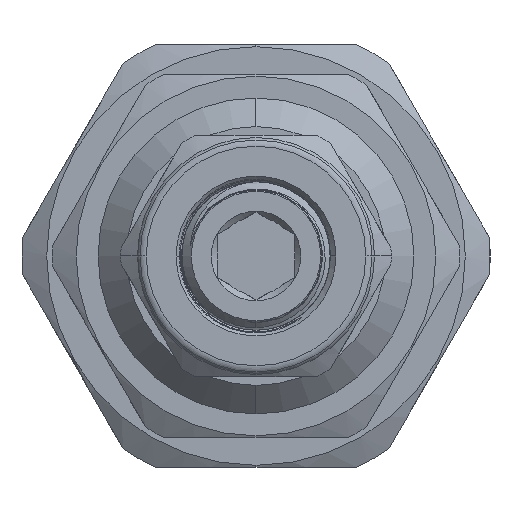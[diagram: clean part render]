
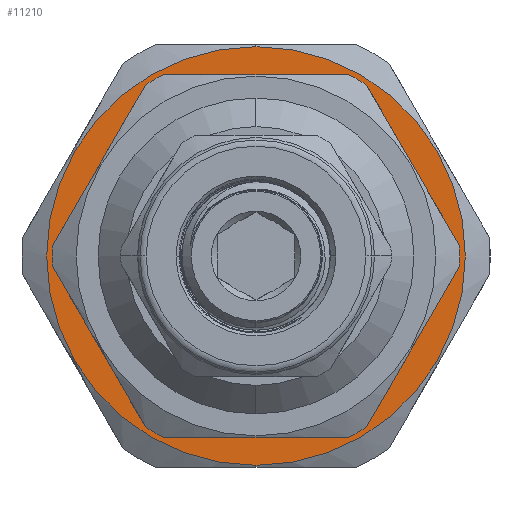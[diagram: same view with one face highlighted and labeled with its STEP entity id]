
A CAD part, left-side view. The second image highlights one B-rep face of the part: STEP entity #11210.
In plain terms, the highlighted planar face has unit normal (-1, 0, 0).
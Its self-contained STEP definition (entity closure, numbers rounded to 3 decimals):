
#288 = ORIENTED_EDGE ( 'NONE', *, *, #12662, .F. ) ;
#305 = EDGE_LOOP ( 'NONE', ( #8869, #288 ) ) ;
#365 = DIRECTION ( 'NONE',  ( 0., 0., 1. ) ) ;
#368 = DIRECTION ( 'NONE',  ( -1., 0., 0. ) ) ;
#861 = CARTESIAN_POINT ( 'NONE',  ( 10.349, 11., -25. ) ) ;
#2140 = EDGE_CURVE ( 'NONE', #13736, #13193, #10925, .T. ) ;
#2352 = CARTESIAN_POINT ( 'NONE',  ( 10.349, 0., 0. ) ) ;
#2773 = ORIENTED_EDGE ( 'NONE', *, *, #14007, .F. ) ;
#3720 = CARTESIAN_POINT ( 'NONE',  ( 10.349, 0., -11. ) ) ;
#4540 = CARTESIAN_POINT ( 'NONE',  ( 10.349, 0., 0. ) ) ;
#4669 = DIRECTION ( 'NONE',  ( -1., 0., 0. ) ) ;
#5417 = CARTESIAN_POINT ( 'NONE',  ( 10.349, 0., 11. ) ) ;
#5991 = DIRECTION ( 'NONE',  ( 0., 0., 1. ) ) ;
#6788 = VERTEX_POINT ( 'NONE', #3720 ) ;
#7400 = PLANE ( 'NONE',  #17969 ) ;
#7542 = CARTESIAN_POINT ( 'NONE',  ( 10.349, 0., 0. ) ) ;
#7980 = AXIS2_PLACEMENT_3D ( 'NONE', #4540, #4669, #365 ) ;
#8696 = ORIENTED_EDGE ( 'NONE', *, *, #17527, .F. ) ;
#8869 = ORIENTED_EDGE ( 'NONE', *, *, #2140, .F. ) ;
#9651 = CIRCLE ( 'NONE', #12134, 11. ) ;
#10263 = CARTESIAN_POINT ( 'NONE',  ( 10.349, 0., 0. ) ) ;
#10449 = DIRECTION ( 'NONE',  ( 0., 1., 0. ) ) ;
#10567 = AXIS2_PLACEMENT_3D ( 'NONE', #10263, #368, #5991 ) ;
#10759 = DIRECTION ( 'NONE',  ( 0., 1., 0. ) ) ;
#10925 = CIRCLE ( 'NONE', #7980, 8.93 ) ;
#11210 = ADVANCED_FACE ( 'NONE', ( #16433, #13365 ), #7400, .F. ) ;
#11433 = AXIS2_PLACEMENT_3D ( 'NONE', #7542, #14574, #10449 ) ;
#12018 = DIRECTION ( 'NONE',  ( 0., 1., 0. ) ) ;
#12021 = CIRCLE ( 'NONE', #10567, 8.93 ) ;
#12134 = AXIS2_PLACEMENT_3D ( 'NONE', #2352, #17781, #12018 ) ;
#12662 = EDGE_CURVE ( 'NONE', #13193, #13736, #12021, .T. ) ;
#13193 = VERTEX_POINT ( 'NONE', #17920 ) ;
#13219 = CIRCLE ( 'NONE', #11433, 11. ) ;
#13365 = FACE_BOUND ( 'NONE', #305, .T. ) ;
#13599 = EDGE_LOOP ( 'NONE', ( #2773, #8696 ) ) ;
#13736 = VERTEX_POINT ( 'NONE', #14102 ) ;
#14007 = EDGE_CURVE ( 'NONE', #6788, #16132, #13219, .T. ) ;
#14102 = CARTESIAN_POINT ( 'NONE',  ( 10.349, 0., 8.93 ) ) ;
#14574 = DIRECTION ( 'NONE',  ( 1., 0., 0. ) ) ;
#16132 = VERTEX_POINT ( 'NONE', #5417 ) ;
#16339 = DIRECTION ( 'NONE',  ( 1., 0., 0. ) ) ;
#16433 = FACE_OUTER_BOUND ( 'NONE', #13599, .T. ) ;
#17527 = EDGE_CURVE ( 'NONE', #16132, #6788, #9651, .T. ) ;
#17781 = DIRECTION ( 'NONE',  ( 1., 0., 0. ) ) ;
#17920 = CARTESIAN_POINT ( 'NONE',  ( 10.349, 0., -8.93 ) ) ;
#17969 = AXIS2_PLACEMENT_3D ( 'NONE', #861, #16339, #10759 ) ;
